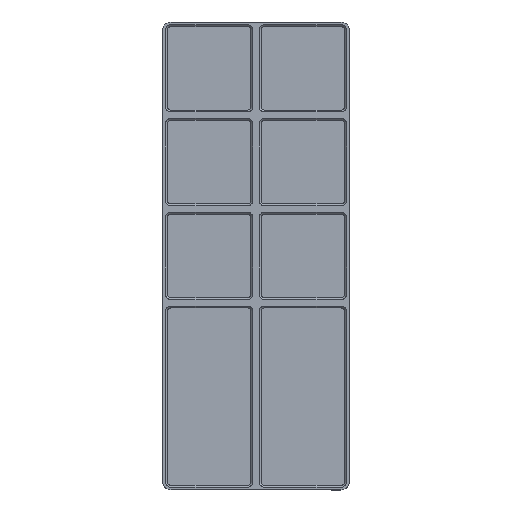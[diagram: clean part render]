
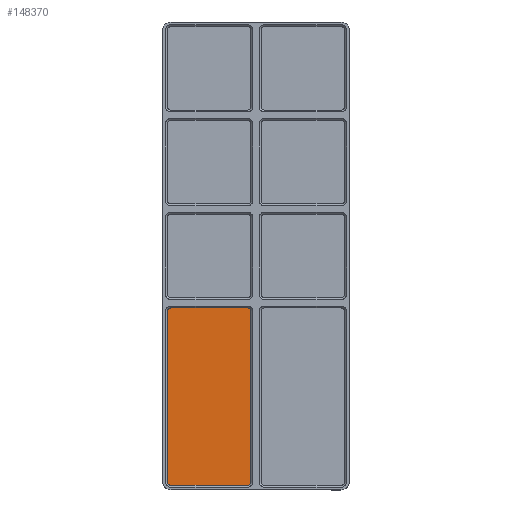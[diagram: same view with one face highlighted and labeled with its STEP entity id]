
A CAD part, top view. The second image highlights one B-rep face of the part: STEP entity #148370.
In plain terms, the highlighted planar face has unit normal (0, 0, 1).
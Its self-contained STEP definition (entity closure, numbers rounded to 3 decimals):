
#145580=CARTESIAN_POINT('',(249.75,164.15,7.));
#145590=VERTEX_POINT('',#145580);
#145620=CARTESIAN_POINT('',(248.15,164.15,7.));
#145630=DIRECTION('',(0.,0.,-1.));
#145640=DIRECTION('',(1.,0.,0.));
#145650=AXIS2_PLACEMENT_3D('',#145620,#145630,#145640);
#145660=CIRCLE('',#145650,1.6);
#145670=CARTESIAN_POINT('',(248.15,165.75,7.));
#145680=VERTEX_POINT('',#145670);
#145690=EDGE_CURVE('',#145680,#145590,#145660,.T.);
#146250=CARTESIAN_POINT('',(212.25,164.15,7.));
#146260=VERTEX_POINT('',#146250);
#146290=CARTESIAN_POINT('',(212.25,131.,7.));
#146300=DIRECTION('',(0.,1.,0.));
#146310=VECTOR('',#146300,1.);
#146320=LINE('',#146290,#146310);
#146330=CARTESIAN_POINT('',(212.25,87.85,7.));
#146340=VERTEX_POINT('',#146330);
#146350=EDGE_CURVE('',#146340,#146260,#146320,.T.);
#147450=CARTESIAN_POINT('',(213.85,165.75,7.));
#147460=VERTEX_POINT('',#147450);
#147490=CARTESIAN_POINT('',(213.85,164.15,7.));
#147500=DIRECTION('',(0.,0.,-1.));
#147510=DIRECTION('',(1.,0.,0.));
#147520=AXIS2_PLACEMENT_3D('',#147490,#147500,#147510);
#147530=CIRCLE('',#147520,1.6);
#147540=EDGE_CURVE('',#146260,#147460,#147530,.T.);
#147890=CARTESIAN_POINT('',(231.,105.,7.));
#147900=DIRECTION('',(0.,0.,1.));
#147910=DIRECTION('',(-1.,0.,0.));
#147920=AXIS2_PLACEMENT_3D('',#147890,#147900,#147910);
#147930=PLANE('',#147920);
#147940=CARTESIAN_POINT('',(248.15,87.85,7.));
#147950=DIRECTION('',(0.,0.,-1.));
#147960=DIRECTION('',(1.,0.,0.));
#147970=AXIS2_PLACEMENT_3D('',#147940,#147950,#147960);
#147980=CIRCLE('',#147970,1.6);
#147990=CARTESIAN_POINT('',(249.75,87.85,7.));
#148000=VERTEX_POINT('',#147990);
#148010=CARTESIAN_POINT('',(248.15,86.25,7.));
#148020=VERTEX_POINT('',#148010);
#148030=EDGE_CURVE('',#148000,#148020,#147980,.T.);
#148040=ORIENTED_EDGE('',*,*,#148030,.F.);
#148050=CARTESIAN_POINT('',(247.,86.25,7.));
#148060=DIRECTION('',(-1.,0.,0.));
#148070=VECTOR('',#148060,1.);
#148080=LINE('',#148050,#148070);
#148090=CARTESIAN_POINT('',(213.85,86.25,7.));
#148100=VERTEX_POINT('',#148090);
#148110=EDGE_CURVE('',#148020,#148100,#148080,.T.);
#148120=ORIENTED_EDGE('',*,*,#148110,.F.);
#148130=CARTESIAN_POINT('',(213.85,87.85,7.));
#148140=DIRECTION('',(0.,0.,-1.));
#148150=DIRECTION('',(1.,0.,0.));
#148160=AXIS2_PLACEMENT_3D('',#148130,#148140,#148150);
#148170=CIRCLE('',#148160,1.6);
#148180=EDGE_CURVE('',#148100,#146340,#148170,.T.);
#148190=ORIENTED_EDGE('',*,*,#148180,.F.);
#148200=ORIENTED_EDGE('',*,*,#146350,.F.);
#148210=ORIENTED_EDGE('',*,*,#147540,.F.);
#148220=CARTESIAN_POINT('',(215.,165.75,7.));
#148230=DIRECTION('',(1.,0.,0.));
#148240=VECTOR('',#148230,1.);
#148250=LINE('',#148220,#148240);
#148260=EDGE_CURVE('',#147460,#145680,#148250,.T.);
#148270=ORIENTED_EDGE('',*,*,#148260,.F.);
#148280=ORIENTED_EDGE('',*,*,#145690,.F.);
#148290=CARTESIAN_POINT('',(249.75,121.,7.));
#148300=DIRECTION('',(0.,-1.,0.));
#148310=VECTOR('',#148300,1.);
#148320=LINE('',#148290,#148310);
#148330=EDGE_CURVE('',#145590,#148000,#148320,.T.);
#148340=ORIENTED_EDGE('',*,*,#148330,.F.);
#148350=EDGE_LOOP('',(#148340,#148280,#148270,#148210,#148200,#148190,
#148120,#148040));
#148360=FACE_OUTER_BOUND('',#148350,.T.);
#148370=ADVANCED_FACE('',(#148360),#147930,.T.);
